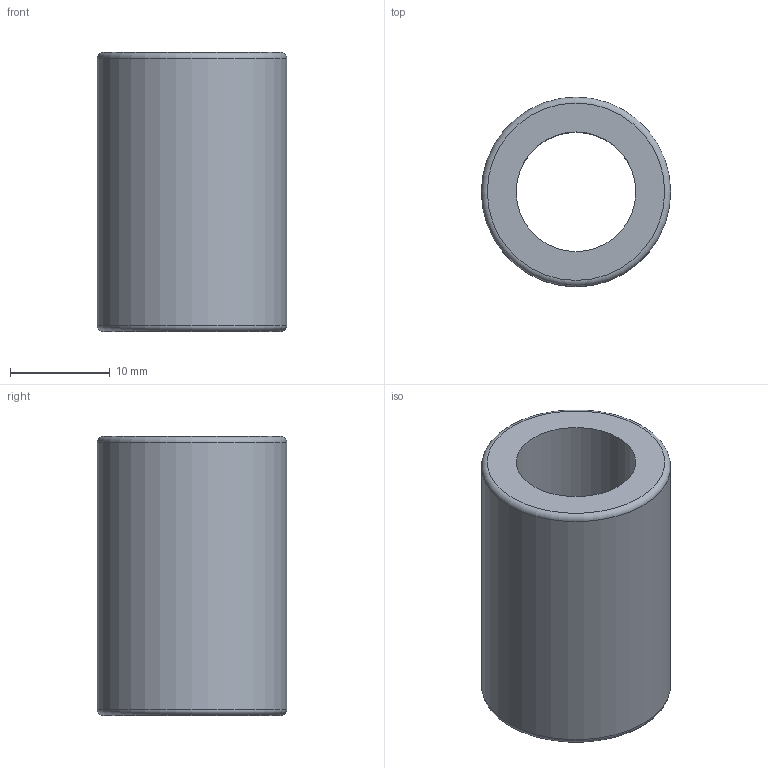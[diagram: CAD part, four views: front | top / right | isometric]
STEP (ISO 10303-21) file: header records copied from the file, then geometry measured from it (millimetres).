
FILE_DESCRIPTION(/* description */ ('STEP AP203'),/* implementation_level */ '2;1');
FILE_NAME(/* name */ 'KH1228PP',/* time_stamp */ '2022-08-09T03:57:13+02:00',/* author */ ('License CC BY-ND 4.0'),/* organization */ ('CADENAS'),/* preprocessor_version */ 'ST-DEVELOPER v18.102',/* originating_system */ 'PARTsolutions',/* authorisation */ ' ');
FILE_SCHEMA (('CONFIG_CONTROL_DESIGN'));
Length unit declared in the file: millimetre
Products named in the file (1): KH1228PP
Bounding box: 19 x 19 x 28 mm (x, y, z)
Volume: 4763 mm3; surface area: 3036.7 mm2
Topology: 1 solids, 1 shells, 6 faces, 10 edges, 6 vertices
Faces by surface type: torus 2, plane 2, cylinder 2
Full cylindrical faces by diameter (mm): 12 x1, 19 x1
Entity records: 158 total; most frequent: DIRECTION 26, CARTESIAN_POINT 19, AXIS2_PLACEMENT_3D 13, ORIENTED_EDGE 12, EDGE_LOOP 12, FACE_BOUND 12, EDGE_CURVE 6, VERTEX_POINT 6
